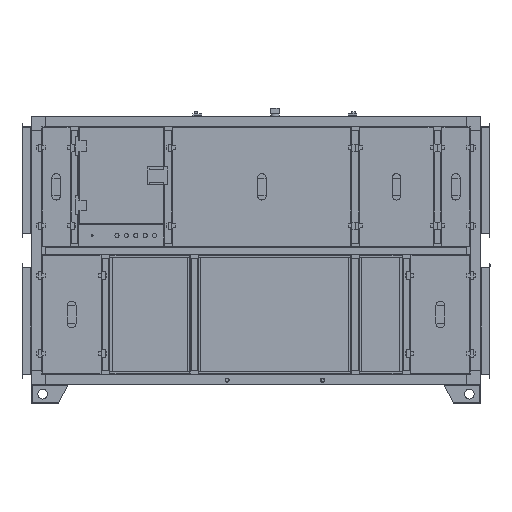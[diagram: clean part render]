
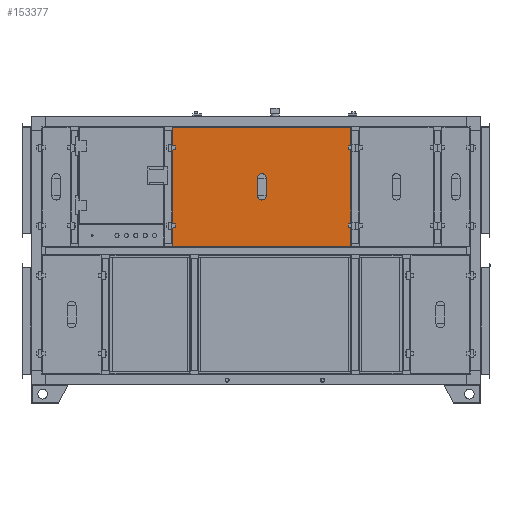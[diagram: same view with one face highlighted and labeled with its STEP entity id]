
A CAD part, front view. The second image highlights one B-rep face of the part: STEP entity #153377.
In plain terms, the highlighted face is planar.
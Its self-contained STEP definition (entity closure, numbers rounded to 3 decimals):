
#2541 = PLANE ( 'NONE',  #163952 ) ;
#5545 = CARTESIAN_POINT ( 'NONE',  ( -474.7, 316.2, 0. ) ) ;
#8125 = VECTOR ( 'NONE', #144406, 1000. ) ;
#10807 = EDGE_CURVE ( 'NONE', #20415, #75130, #21092, .T. ) ;
#20415 = VERTEX_POINT ( 'NONE', #43673 ) ;
#21092 = LINE ( 'NONE', #72593, #28232 ) ;
#24380 = CARTESIAN_POINT ( 'NONE',  ( -474.7, -316.2, 0. ) ) ;
#28232 = VECTOR ( 'NONE', #74283, 1000. ) ;
#29576 = CARTESIAN_POINT ( 'NONE',  ( 0., 0., 0. ) ) ;
#43673 = CARTESIAN_POINT ( 'NONE',  ( 474.7, 316.2, 0. ) ) ;
#51436 = ORIENTED_EDGE ( 'NONE', *, *, #155419, .F. ) ;
#60746 = ORIENTED_EDGE ( 'NONE', *, *, #77155, .F. ) ;
#67521 = ORIENTED_EDGE ( 'NONE', *, *, #90322, .F. ) ;
#69675 = VECTOR ( 'NONE', #94049, 1000. ) ;
#70239 = ORIENTED_EDGE ( 'NONE', *, *, #10807, .F. ) ;
#72593 = CARTESIAN_POINT ( 'NONE',  ( -474.7, 316.2, 0. ) ) ;
#74283 = DIRECTION ( 'NONE',  ( -1., 0., 0. ) ) ;
#75130 = VERTEX_POINT ( 'NONE', #5545 ) ;
#77155 = EDGE_CURVE ( 'NONE', #105001, #118764, #92299, .T. ) ;
#78433 = CARTESIAN_POINT ( 'NONE',  ( 474.7, 316.2, 0. ) ) ;
#90322 = EDGE_CURVE ( 'NONE', #75130, #105001, #91222, .T. ) ;
#91222 = LINE ( 'NONE', #100857, #8125 ) ;
#92299 = LINE ( 'NONE', #106220, #148256 ) ;
#94049 = DIRECTION ( 'NONE',  ( 0., 1., 0. ) ) ;
#94926 = LINE ( 'NONE', #78433, #69675 ) ;
#98782 = CARTESIAN_POINT ( 'NONE',  ( 474.7, -316.2, 0. ) ) ;
#100857 = CARTESIAN_POINT ( 'NONE',  ( -474.7, 316.2, 0. ) ) ;
#105001 = VERTEX_POINT ( 'NONE', #24380 ) ;
#106220 = CARTESIAN_POINT ( 'NONE',  ( -474.7, -316.2, 0. ) ) ;
#115122 = EDGE_LOOP ( 'NONE', ( #51436, #60746, #67521, #70239 ) ) ;
#118764 = VERTEX_POINT ( 'NONE', #98782 ) ;
#135128 = FACE_OUTER_BOUND ( 'NONE', #115122, .T. ) ;
#135962 = DIRECTION ( 'NONE',  ( 0., 0., -1. ) ) ;
#144406 = DIRECTION ( 'NONE',  ( 0., -1., 0. ) ) ;
#146320 = DIRECTION ( 'NONE',  ( 1., 0., 0. ) ) ;
#148256 = VECTOR ( 'NONE', #146320, 1000. ) ;
#153377 = ADVANCED_FACE ( 'NONE', ( #135128 ), #2541, .T. ) ;
#155419 = EDGE_CURVE ( 'NONE', #118764, #20415, #94926, .T. ) ;
#163777 = DIRECTION ( 'NONE',  ( 0., -1., 0. ) ) ;
#163952 = AXIS2_PLACEMENT_3D ( 'NONE', #29576, #135962, #163777 ) ;
